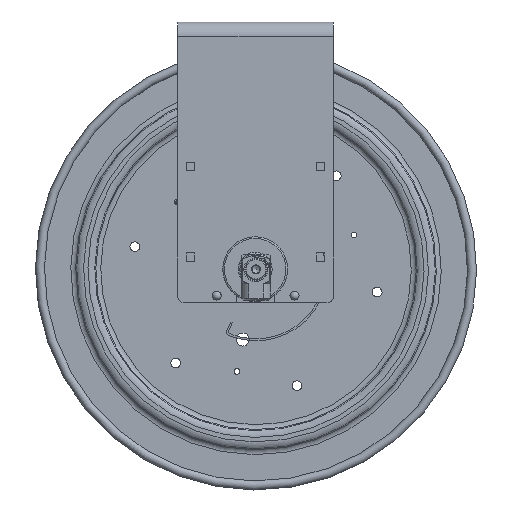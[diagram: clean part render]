
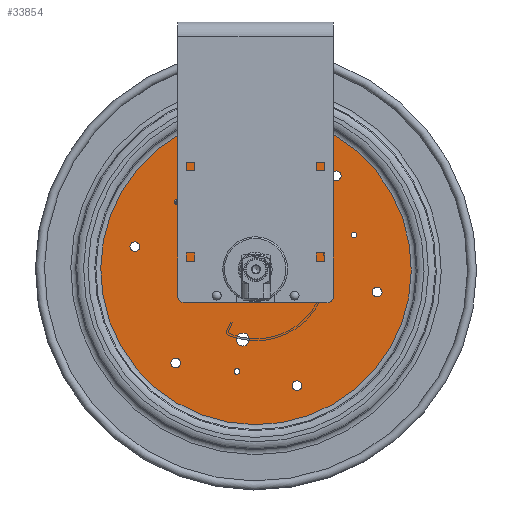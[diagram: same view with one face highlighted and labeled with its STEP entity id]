
A CAD part, left-side view. The second image highlights one B-rep face of the part: STEP entity #33854.
In plain terms, the highlighted planar face has unit normal (-1, 0, 0).
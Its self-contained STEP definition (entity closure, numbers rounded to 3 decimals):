
#2421=FACE_BOUND('',#4957,.T.);
#2422=FACE_BOUND('',#4958,.T.);
#2423=FACE_BOUND('',#4959,.T.);
#2424=FACE_BOUND('',#4960,.T.);
#2425=FACE_BOUND('',#4961,.T.);
#2426=FACE_BOUND('',#4962,.T.);
#2427=FACE_BOUND('',#4963,.T.);
#2428=FACE_BOUND('',#4964,.T.);
#2429=FACE_BOUND('',#4965,.T.);
#2430=FACE_BOUND('',#4966,.T.);
#2431=FACE_BOUND('',#4967,.T.);
#2432=FACE_BOUND('',#4968,.T.);
#2433=FACE_BOUND('',#4969,.T.);
#2892=CIRCLE('',#35485,0.43);
#2893=CIRCLE('',#35487,0.25);
#2894=CIRCLE('',#35489,0.25);
#2895=CIRCLE('',#35491,0.25);
#2896=CIRCLE('',#35493,0.11);
#2897=CIRCLE('',#35495,0.188);
#2898=CIRCLE('',#35497,0.188);
#2899=CIRCLE('',#35499,0.188);
#2900=CIRCLE('',#35501,0.188);
#2901=CIRCLE('',#35503,0.188);
#2902=CIRCLE('',#35505,0.188);
#2903=CIRCLE('',#35507,0.11);
#2904=CIRCLE('',#35509,0.11);
#2921=CIRCLE('',#35533,5.983);
#2922=CIRCLE('',#35534,5.983);
#3641=FACE_OUTER_BOUND('',#4956,.T.);
#4956=EDGE_LOOP('',(#24804,#24805));
#4957=EDGE_LOOP('',(#24806));
#4958=EDGE_LOOP('',(#24807));
#4959=EDGE_LOOP('',(#24808));
#4960=EDGE_LOOP('',(#24809));
#4961=EDGE_LOOP('',(#24810));
#4962=EDGE_LOOP('',(#24811));
#4963=EDGE_LOOP('',(#24812));
#4964=EDGE_LOOP('',(#24813));
#4965=EDGE_LOOP('',(#24814));
#4966=EDGE_LOOP('',(#24815));
#4967=EDGE_LOOP('',(#24816));
#4968=EDGE_LOOP('',(#24817));
#4969=EDGE_LOOP('',(#24818));
#13436=VERTEX_POINT('',#48167);
#13437=VERTEX_POINT('',#48171);
#13438=VERTEX_POINT('',#48175);
#13439=VERTEX_POINT('',#48179);
#13440=VERTEX_POINT('',#48183);
#13441=VERTEX_POINT('',#48187);
#13442=VERTEX_POINT('',#48191);
#13443=VERTEX_POINT('',#48195);
#13444=VERTEX_POINT('',#48199);
#13445=VERTEX_POINT('',#48203);
#13446=VERTEX_POINT('',#48207);
#13447=VERTEX_POINT('',#48211);
#13448=VERTEX_POINT('',#48215);
#13461=VERTEX_POINT('',#48253);
#13462=VERTEX_POINT('',#48254);
#18277=EDGE_CURVE('',#13436,#13436,#2892,.T.);
#18279=EDGE_CURVE('',#13437,#13437,#2893,.T.);
#18281=EDGE_CURVE('',#13438,#13438,#2894,.T.);
#18283=EDGE_CURVE('',#13439,#13439,#2895,.T.);
#18285=EDGE_CURVE('',#13440,#13440,#2896,.T.);
#18286=EDGE_CURVE('',#13441,#13441,#2897,.T.);
#18288=EDGE_CURVE('',#13442,#13442,#2898,.T.);
#18290=EDGE_CURVE('',#13443,#13443,#2899,.T.);
#18292=EDGE_CURVE('',#13444,#13444,#2900,.T.);
#18294=EDGE_CURVE('',#13445,#13445,#2901,.T.);
#18296=EDGE_CURVE('',#13446,#13446,#2902,.T.);
#18299=EDGE_CURVE('',#13447,#13447,#2903,.T.);
#18301=EDGE_CURVE('',#13448,#13448,#2904,.T.);
#18318=EDGE_CURVE('',#13461,#13462,#2921,.T.);
#18319=EDGE_CURVE('',#13462,#13461,#2922,.T.);
#24804=ORIENTED_EDGE('',*,*,#18318,.F.);
#24805=ORIENTED_EDGE('',*,*,#18319,.F.);
#24806=ORIENTED_EDGE('',*,*,#18277,.T.);
#24807=ORIENTED_EDGE('',*,*,#18279,.T.);
#24808=ORIENTED_EDGE('',*,*,#18281,.T.);
#24809=ORIENTED_EDGE('',*,*,#18283,.T.);
#24810=ORIENTED_EDGE('',*,*,#18285,.T.);
#24811=ORIENTED_EDGE('',*,*,#18286,.T.);
#24812=ORIENTED_EDGE('',*,*,#18288,.T.);
#24813=ORIENTED_EDGE('',*,*,#18290,.T.);
#24814=ORIENTED_EDGE('',*,*,#18292,.T.);
#24815=ORIENTED_EDGE('',*,*,#18294,.T.);
#24816=ORIENTED_EDGE('',*,*,#18296,.T.);
#24817=ORIENTED_EDGE('',*,*,#18299,.T.);
#24818=ORIENTED_EDGE('',*,*,#18301,.T.);
#31882=PLANE('',#35532);
#33854=ADVANCED_FACE('',(#3641,#2421,#2422,#2423,#2424,#2425,#2426,#2427,
#2428,#2429,#2430,#2431,#2432,#2433),#31882,.T.);
#35485=AXIS2_PLACEMENT_3D('',#48169,#38084,#38085);
#35487=AXIS2_PLACEMENT_3D('',#48173,#38089,#38090);
#35489=AXIS2_PLACEMENT_3D('',#48177,#38094,#38095);
#35491=AXIS2_PLACEMENT_3D('',#48181,#38099,#38100);
#35493=AXIS2_PLACEMENT_3D('',#48185,#38104,#38105);
#35495=AXIS2_PLACEMENT_3D('',#48188,#38108,#38109);
#35497=AXIS2_PLACEMENT_3D('',#48192,#38113,#38114);
#35499=AXIS2_PLACEMENT_3D('',#48196,#38118,#38119);
#35501=AXIS2_PLACEMENT_3D('',#48200,#38123,#38124);
#35503=AXIS2_PLACEMENT_3D('',#48204,#38128,#38129);
#35505=AXIS2_PLACEMENT_3D('',#48208,#38133,#38134);
#35507=AXIS2_PLACEMENT_3D('',#48213,#38139,#38140);
#35509=AXIS2_PLACEMENT_3D('',#48217,#38144,#38145);
#35532=AXIS2_PLACEMENT_3D('',#48252,#38190,#38191);
#35533=AXIS2_PLACEMENT_3D('',#48255,#38192,#38193);
#35534=AXIS2_PLACEMENT_3D('',#48256,#38194,#38195);
#38084=DIRECTION('center_axis',(1.,0.,0.));
#38085=DIRECTION('ref_axis',(0.,0.651,-0.759));
#38089=DIRECTION('center_axis',(1.,0.,0.));
#38090=DIRECTION('ref_axis',(0.,0.651,-0.759));
#38094=DIRECTION('center_axis',(1.,0.,0.));
#38095=DIRECTION('ref_axis',(0.,0.651,-0.759));
#38099=DIRECTION('center_axis',(1.,0.,0.));
#38100=DIRECTION('ref_axis',(0.,0.651,-0.759));
#38104=DIRECTION('center_axis',(1.,0.,0.));
#38105=DIRECTION('ref_axis',(0.,0.651,-0.759));
#38108=DIRECTION('center_axis',(1.,0.,0.));
#38109=DIRECTION('ref_axis',(0.,-0.651,0.759));
#38113=DIRECTION('center_axis',(1.,0.,0.));
#38114=DIRECTION('ref_axis',(0.,0.332,0.943));
#38118=DIRECTION('center_axis',(1.,0.,0.));
#38119=DIRECTION('ref_axis',(0.,0.983,0.184));
#38123=DIRECTION('center_axis',(1.,0.,0.));
#38124=DIRECTION('ref_axis',(0.,0.651,-0.759));
#38128=DIRECTION('center_axis',(1.,0.,0.));
#38129=DIRECTION('ref_axis',(0.,-0.332,-0.943));
#38133=DIRECTION('center_axis',(1.,0.,0.));
#38134=DIRECTION('ref_axis',(0.,-0.983,-0.184));
#38139=DIRECTION('center_axis',(1.,0.,0.));
#38140=DIRECTION('ref_axis',(0.,-0.983,-0.184));
#38144=DIRECTION('center_axis',(1.,0.,0.));
#38145=DIRECTION('ref_axis',(0.,0.332,0.943));
#38190=DIRECTION('center_axis',(-1.,0.,0.));
#38191=DIRECTION('ref_axis',(0.,0.759,0.651));
#38192=DIRECTION('center_axis',(1.,0.,0.));
#38193=DIRECTION('ref_axis',(0.,0.651,-0.759));
#38194=DIRECTION('center_axis',(1.,0.,0.));
#38195=DIRECTION('ref_axis',(0.,0.651,-0.759));
#48167=CARTESIAN_POINT('',(-6.25,-0.296,-9.019));
#48169=CARTESIAN_POINT('Origin',(-6.25,-0.016,
-9.345));
#48171=CARTESIAN_POINT('',(-6.25,0.328,-11.858));
#48173=CARTESIAN_POINT('Origin',(-6.25,0.49,-12.048));
#48175=CARTESIAN_POINT('',(-6.25,1.909,-7.365));
#48177=CARTESIAN_POINT('Origin',(-6.25,2.071,-7.555));
#48179=CARTESIAN_POINT('',(-6.25,-2.773,-8.243));
#48181=CARTESIAN_POINT('Origin',(-6.25,-2.61,-8.432));
#48183=CARTESIAN_POINT('',(-6.25,2.949,-6.658));
#48185=CARTESIAN_POINT('Origin',(-6.25,3.02,-6.741));
#48187=CARTESIAN_POINT('',(-6.25,4.775,-8.612));
#48188=CARTESIAN_POINT('Origin',(-6.25,4.653,-8.47));
#48191=CARTESIAN_POINT('',(-6.25,3.014,-13.128));
#48192=CARTESIAN_POINT('Origin',(-6.25,3.076,-12.951));
#48195=CARTESIAN_POINT('',(-6.25,-1.777,-13.86));
#48196=CARTESIAN_POINT('Origin',(-6.25,-1.593,-13.826));
#48199=CARTESIAN_POINT('',(-6.25,-4.807,-10.078));
#48200=CARTESIAN_POINT('Origin',(-6.25,-4.685,-10.22));
#48203=CARTESIAN_POINT('',(-6.25,-3.046,-5.563));
#48204=CARTESIAN_POINT('Origin',(-6.25,-3.108,-5.739));
#48207=CARTESIAN_POINT('',(-6.25,1.745,-4.83));
#48208=CARTESIAN_POINT('Origin',(-6.25,1.56,-4.864));
#48211=CARTESIAN_POINT('',(-6.25,0.828,-13.257));
#48213=CARTESIAN_POINT('Origin',(-6.25,0.721,-13.277));
#48215=CARTESIAN_POINT('',(-6.25,-3.826,-8.121));
#48217=CARTESIAN_POINT('Origin',(-6.25,-3.789,-8.018));
#48252=CARTESIAN_POINT('Origin',(-6.25,1.931,-11.616));
#48253=CARTESIAN_POINT('',(-6.25,3.879,-13.887));
#48254=CARTESIAN_POINT('',(-6.25,4.526,-5.45));
#48255=CARTESIAN_POINT('Origin',(-6.25,-0.016,
-9.345));
#48256=CARTESIAN_POINT('Origin',(-6.25,-0.016,
-9.345));
